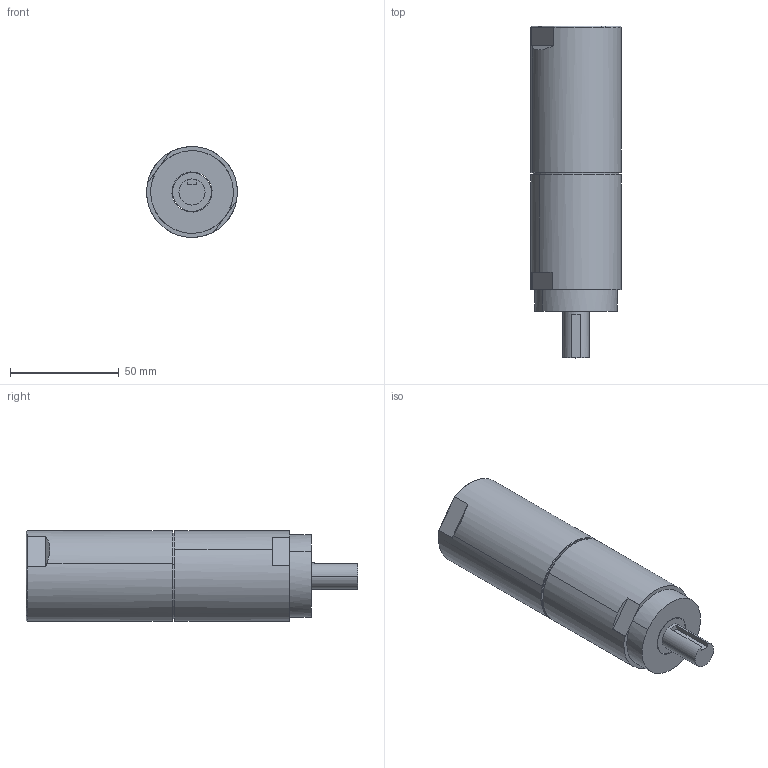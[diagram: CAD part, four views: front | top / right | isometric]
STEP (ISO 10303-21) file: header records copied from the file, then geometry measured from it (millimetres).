
FILE_DESCRIPTION (( 'STEP AP214' ), '1' );
FILE_NAME ('OSM55-100RK.STEP', '2022-01-25T21:36:43', ( '' ), ( '' ), 'SwSTEP 2.0', 'SolidWorks 2021', '' );
FILE_SCHEMA (( 'AUTOMOTIVE_DESIGN' ));
Length unit declared in the file: millimetre
Products named in the file (1): OSM55-100RK
Bounding box: 41.75 x 152.7 x 41.77 mm (x, y, z)
Surface area: 23967.4 mm2 (no closed solid volume)
Topology: 0 solids, 3 shells, 54 faces, 166 edges, 114 vertices
Faces by surface type: plane 24, cylinder 20, cone 10
Entity records: 2523 total; most frequent: CARTESIAN_POINT 394, DIRECTION 336, ORIENTED_EDGE 290, EDGE_CURVE 166, AXIS2_PLACEMENT_3D 128, VERTEX_POINT 114, LINE 80, VECTOR 80
